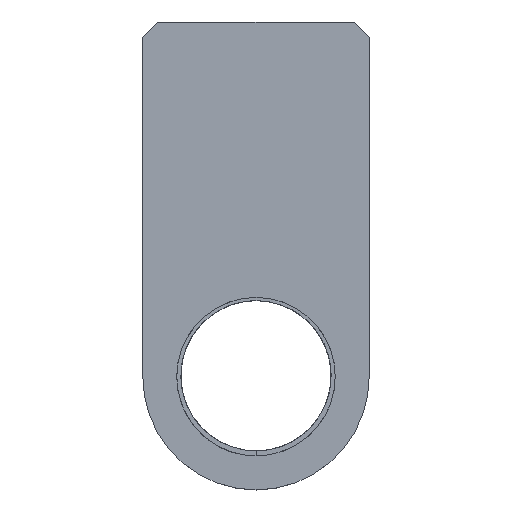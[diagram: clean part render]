
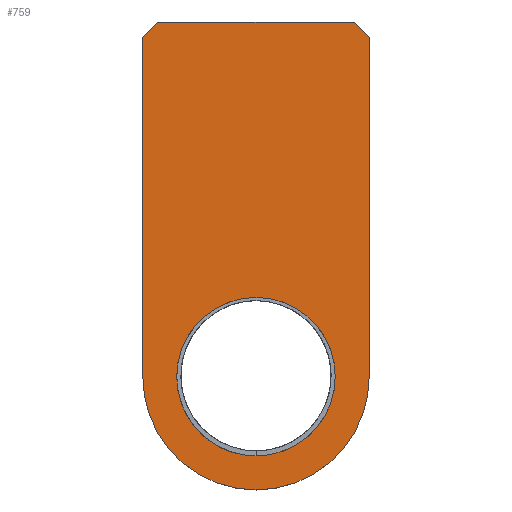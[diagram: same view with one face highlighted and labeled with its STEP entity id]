
A CAD part, top view. The second image highlights one B-rep face of the part: STEP entity #759.
In plain terms, the highlighted planar face has unit normal (0, 0, 1).
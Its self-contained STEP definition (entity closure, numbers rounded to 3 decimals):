
#26=FACE_BOUND('',#115,.T.);
#38=PLANE('',#827);
#69=FACE_OUTER_BOUND('',#114,.T.);
#114=EDGE_LOOP('',(#606,#607,#608,#609,#610,#611));
#115=EDGE_LOOP('',(#612,#613));
#131=CIRCLE('',#795,10.5);
#137=CIRCLE('',#825,15.);
#138=CIRCLE('',#828,10.5);
#209=LINE('',#1744,#273);
#218=LINE('',#1761,#282);
#220=LINE('',#1769,#284);
#227=LINE('',#1788,#291);
#228=LINE('',#1790,#292);
#273=VECTOR('',#917,10.);
#282=VECTOR('',#930,10.);
#284=VECTOR('',#938,10.);
#291=VECTOR('',#957,10.);
#292=VECTOR('',#960,10.);
#307=VERTEX_POINT('',#1001);
#309=VERTEX_POINT('',#1233);
#356=VERTEX_POINT('',#1742);
#357=VERTEX_POINT('',#1743);
#363=VERTEX_POINT('',#1760);
#366=VERTEX_POINT('',#1768);
#371=VERTEX_POINT('',#1782);
#372=VERTEX_POINT('',#1783);
#381=EDGE_CURVE('',#309,#307,#131,.T.);
#441=EDGE_CURVE('',#356,#357,#209,.T.);
#450=EDGE_CURVE('',#363,#357,#218,.T.);
#454=EDGE_CURVE('',#363,#366,#220,.T.);
#461=EDGE_CURVE('',#371,#372,#137,.T.);
#464=EDGE_CURVE('',#356,#372,#227,.T.);
#465=EDGE_CURVE('',#371,#366,#228,.T.);
#466=EDGE_CURVE('',#307,#309,#138,.T.);
#606=ORIENTED_EDGE('',*,*,#441,.F.);
#607=ORIENTED_EDGE('',*,*,#464,.T.);
#608=ORIENTED_EDGE('',*,*,#461,.F.);
#609=ORIENTED_EDGE('',*,*,#465,.T.);
#610=ORIENTED_EDGE('',*,*,#454,.F.);
#611=ORIENTED_EDGE('',*,*,#450,.T.);
#612=ORIENTED_EDGE('',*,*,#381,.F.);
#613=ORIENTED_EDGE('',*,*,#466,.F.);
#759=ADVANCED_FACE('',(#69,#26),#38,.T.);
#795=AXIS2_PLACEMENT_3D('',#1235,#846,#847);
#825=AXIS2_PLACEMENT_3D('',#1784,#951,#952);
#827=AXIS2_PLACEMENT_3D('',#1789,#958,#959);
#828=AXIS2_PLACEMENT_3D('',#1791,#961,#962);
#846=DIRECTION('center_axis',(0.,0.,1.));
#847=DIRECTION('ref_axis',(1.,0.,0.));
#917=DIRECTION('',(0.707,0.707,0.));
#930=DIRECTION('',(-1.,0.,0.));
#938=DIRECTION('',(0.707,-0.707,0.));
#951=DIRECTION('center_axis',(0.,0.,-1.));
#952=DIRECTION('ref_axis',(0.707,-0.707,0.));
#957=DIRECTION('',(0.,-1.,0.));
#958=DIRECTION('center_axis',(0.,0.,1.));
#959=DIRECTION('ref_axis',(1.,0.,0.));
#960=DIRECTION('',(0.,1.,0.));
#961=DIRECTION('center_axis',(0.,0.,1.));
#962=DIRECTION('ref_axis',(1.,0.,0.));
#1001=CARTESIAN_POINT('',(5.974,-46.03,6.));
#1233=CARTESIAN_POINT('',(16.474,-56.53,6.));
#1235=CARTESIAN_POINT('Origin',(16.474,-46.03,6.));
#1742=CARTESIAN_POINT('',(1.474,-1.055,6.));
#1743=CARTESIAN_POINT('',(3.474,0.945,6.));
#1744=CARTESIAN_POINT('',(2.228,-0.302,6.));
#1760=CARTESIAN_POINT('',(29.474,0.945,6.));
#1761=CARTESIAN_POINT('',(31.474,0.945,6.));
#1768=CARTESIAN_POINT('',(31.474,-1.055,6.));
#1769=CARTESIAN_POINT('',(30.721,-0.302,6.));
#1782=CARTESIAN_POINT('',(31.474,-46.03,6.));
#1783=CARTESIAN_POINT('',(1.474,-46.03,6.));
#1784=CARTESIAN_POINT('Origin',(16.474,-46.03,6.));
#1788=CARTESIAN_POINT('',(1.474,0.945,6.));
#1789=CARTESIAN_POINT('Origin',(16.474,-15.043,6.));
#1790=CARTESIAN_POINT('',(31.474,-61.03,6.));
#1791=CARTESIAN_POINT('Origin',(16.474,-46.03,6.));
